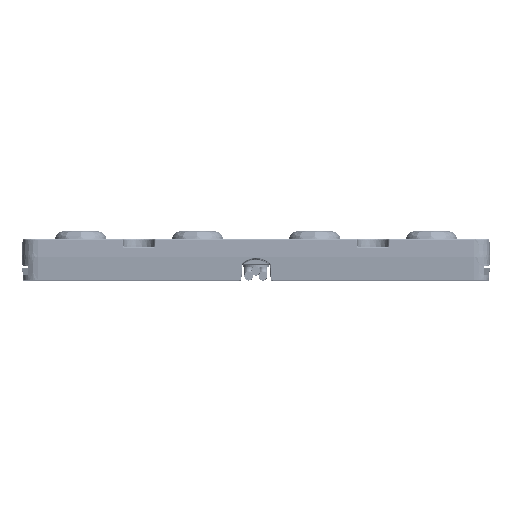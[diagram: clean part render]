
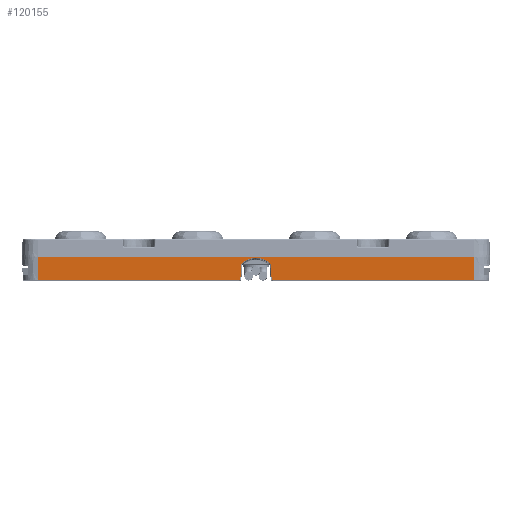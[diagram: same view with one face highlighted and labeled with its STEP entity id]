
A CAD part, top view. The second image highlights one B-rep face of the part: STEP entity #120155.
In plain terms, the highlighted planar face has unit normal (0, -0.035, 0.999).
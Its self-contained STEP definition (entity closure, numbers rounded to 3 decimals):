
#2182 = CARTESIAN_POINT ( 'NONE',  ( -3.707, -6.255, 59.939 ) ) ;
#4334 = LINE ( 'NONE', #63835, #99780 ) ;
#4824 = EDGE_CURVE ( 'NONE', #49753, #143981, #27849, .T. ) ;
#8546 = ORIENTED_EDGE ( 'NONE', *, *, #24224, .T. ) ;
#9627 = EDGE_CURVE ( 'NONE', #143981, #26243, #15839, .T. ) ;
#11801 = EDGE_CURVE ( 'NONE', #143171, #143483, #139873, .T. ) ;
#11869 = CARTESIAN_POINT ( 'NONE',  ( 2.311, -5.289, 59.972 ) ) ;
#12157 = CARTESIAN_POINT ( 'NONE',  ( -3.707, -6.255, 59.939 ) ) ;
#12909 = LINE ( 'NONE', #141759, #42158 ) ;
#13137 = LINE ( 'NONE', #121286, #42382 ) ;
#15177 = VECTOR ( 'NONE', #131810, 1000. ) ;
#15839 = B_SPLINE_CURVE_WITH_KNOTS ( 'NONE', 3,
 ( #88699, #76228, #39230, #126338, #51767, #138861, #64285, #151365, #76773, #2182 ),
 .UNSPECIFIED., .F., .F.,
 ( 4, 2, 2, 2, 4 ),
 ( 0., 0.25, 0.5, 0.75, 1. ),
 .UNSPECIFIED. ) ;
#17201 = VECTOR ( 'NONE', #55288, 1000. ) ;
#20864 = CARTESIAN_POINT ( 'NONE',  ( 0., -10.355, 59.796 ) ) ;
#23783 = EDGE_LOOP ( 'NONE', ( #160677, #154428, #43488, #72144, #50896, #125039, #79535, #103957, #60605, #136822, #8546 ) ) ;
#24224 = EDGE_CURVE ( 'NONE', #59967, #133731, #83418, .T. ) ;
#24381 = CARTESIAN_POINT ( 'NONE',  ( 1.35, -4.942, 59.985 ) ) ;
#24397 = CARTESIAN_POINT ( 'NONE',  ( 3.995, -10.355, 59.796 ) ) ;
#26243 = VERTEX_POINT ( 'NONE', #63856 ) ;
#27849 = B_SPLINE_CURVE_WITH_KNOTS ( 'NONE', 3,
 ( #123462, #161032, #73958, #86406, #11869, #98971, #24381, #111444, #36922, #124018 ),
 .UNSPECIFIED., .F., .F.,
 ( 4, 2, 2, 2, 4 ),
 ( 0., 0.25, 0.5, 0.75, 1. ),
 .UNSPECIFIED. ) ;
#30786 = CARTESIAN_POINT ( 'NONE',  ( 3.93, -8.489, 59.861 ) ) ;
#32232 = PLANE ( 'NONE',  #86118 ) ;
#34202 = DIRECTION ( 'NONE',  ( 0., 0.999, 0.035 ) ) ;
#35968 = CARTESIAN_POINT ( 'NONE',  ( 3.861, -6.536, 59.929 ) ) ;
#36922 = CARTESIAN_POINT ( 'NONE',  ( 0.34, -4.782, 59.99 ) ) ;
#37204 = CARTESIAN_POINT ( 'NONE',  ( -3.846, -6.472, 59.931 ) ) ;
#37307 = VERTEX_POINT ( 'NONE', #88093 ) ;
#39230 = CARTESIAN_POINT ( 'NONE',  ( -0.681, -4.814, 59.989 ) ) ;
#39842 = VECTOR ( 'NONE', #150156, 1000. ) ;
#42158 = VECTOR ( 'NONE', #54658, 1000. ) ;
#42382 = VECTOR ( 'NONE', #34202, 1000. ) ;
#43488 = ORIENTED_EDGE ( 'NONE', *, *, #76693, .T. ) ;
#44745 = CARTESIAN_POINT ( 'NONE',  ( -56., -10.355, 59.796 ) ) ;
#48485 = CARTESIAN_POINT ( 'NONE',  ( 3.793, -6.353, 59.935 ) ) ;
#49689 = EDGE_CURVE ( 'NONE', #37307, #119748, #106092, .T. ) ;
#49743 = CARTESIAN_POINT ( 'NONE',  ( -3.864, -6.601, 59.927 ) ) ;
#49753 = VERTEX_POINT ( 'NONE', #64694 ) ;
#50896 = ORIENTED_EDGE ( 'NONE', *, *, #145881, .F. ) ;
#51767 = CARTESIAN_POINT ( 'NONE',  ( -1.678, -5.038, 59.981 ) ) ;
#54658 = DIRECTION ( 'NONE',  ( -1., 0., 0. ) ) ;
#55288 = DIRECTION ( 'NONE',  ( 0.035, -0.999, -0.035 ) ) ;
#57295 = DIRECTION ( 'NONE',  ( 0., 0.999, 0.035 ) ) ;
#59967 = VERTEX_POINT ( 'NONE', #137536 ) ;
#60605 = ORIENTED_EDGE ( 'NONE', *, *, #4824, .F. ) ;
#61057 = CARTESIAN_POINT ( 'NONE',  ( 3.707, -6.255, 59.939 ) ) ;
#63835 = CARTESIAN_POINT ( 'NONE',  ( 0., -4.5, 60. ) ) ;
#63856 = CARTESIAN_POINT ( 'NONE',  ( -3.707, -6.255, 59.939 ) ) ;
#64285 = CARTESIAN_POINT ( 'NONE',  ( -2.615, -5.445, 59.967 ) ) ;
#64694 = CARTESIAN_POINT ( 'NONE',  ( 3.707, -6.255, 59.939 ) ) ;
#69276 = CARTESIAN_POINT ( 'NONE',  ( -3.93, -8.489, 59.861 ) ) ;
#72144 = ORIENTED_EDGE ( 'NONE', *, *, #141248, .F. ) ;
#73958 = CARTESIAN_POINT ( 'NONE',  ( 3.19, -5.811, 59.954 ) ) ;
#76228 = CARTESIAN_POINT ( 'NONE',  ( -0.34, -4.782, 59.99 ) ) ;
#76693 = EDGE_CURVE ( 'NONE', #119748, #161388, #4334, .T. ) ;
#76773 = CARTESIAN_POINT ( 'NONE',  ( -3.46, -6.021, 59.947 ) ) ;
#79535 = ORIENTED_EDGE ( 'NONE', *, *, #80898, .F. ) ;
#80898 = EDGE_CURVE ( 'NONE', #26243, #143483, #108355, .T. ) ;
#81232 = EDGE_CURVE ( 'NONE', #59967, #49753, #107636, .T. ) ;
#82934 = DIRECTION ( 'NONE',  ( -1., 0., 0. ) ) ;
#83418 = LINE ( 'NONE', #30786, #17201 ) ;
#86118 = AXIS2_PLACEMENT_3D ( 'NONE', #44745, #131850, #57295 ) ;
#86406 = CARTESIAN_POINT ( 'NONE',  ( 2.615, -5.445, 59.967 ) ) ;
#86694 = CARTESIAN_POINT ( 'NONE',  ( -3.754, -6.3, 59.937 ) ) ;
#88093 = CARTESIAN_POINT ( 'NONE',  ( 56., -10.355, 59.796 ) ) ;
#88699 = CARTESIAN_POINT ( 'NONE',  ( 0., -4.782, 59.99 ) ) ;
#92069 = CARTESIAN_POINT ( 'NONE',  ( -3.995, -10.355, 59.796 ) ) ;
#93765 = CARTESIAN_POINT ( 'NONE',  ( 0., -4.782, 59.99 ) ) ;
#98271 = FACE_OUTER_BOUND ( 'NONE', #23783, .T. ) ;
#98971 = CARTESIAN_POINT ( 'NONE',  ( 1.678, -5.038, 59.981 ) ) ;
#99780 = VECTOR ( 'NONE', #138922, 1000. ) ;
#101215 = LINE ( 'NONE', #20864, #126552 ) ;
#103957 = ORIENTED_EDGE ( 'NONE', *, *, #9627, .F. ) ;
#106092 = LINE ( 'NONE', #113103, #39842 ) ;
#107636 = B_SPLINE_CURVE_WITH_KNOTS ( 'NONE', 3,
 ( #110513, #35968, #123016, #48485, #135606, #61057 ),
 .UNSPECIFIED., .F., .F.,
 ( 4, 2, 4 ),
 ( 0., 0.5, 1. ),
 .UNSPECIFIED. ) ;
#107747 = VERTEX_POINT ( 'NONE', #140976 ) ;
#108355 = B_SPLINE_CURVE_WITH_KNOTS ( 'NONE', 3,
 ( #12157, #86694, #111736, #37204, #124310, #49743 ),
 .UNSPECIFIED., .F., .F.,
 ( 4, 2, 4 ),
 ( 0., 0.5, 1. ),
 .UNSPECIFIED. ) ;
#110513 = CARTESIAN_POINT ( 'NONE',  ( 3.864, -6.601, 59.927 ) ) ;
#111444 = CARTESIAN_POINT ( 'NONE',  ( 0.681, -4.814, 59.989 ) ) ;
#111736 = CARTESIAN_POINT ( 'NONE',  ( -3.793, -6.353, 59.935 ) ) ;
#113103 = CARTESIAN_POINT ( 'NONE',  ( 56., -7.428, 59.898 ) ) ;
#117827 = CARTESIAN_POINT ( 'NONE',  ( -56., -4.5, 60. ) ) ;
#119748 = VERTEX_POINT ( 'NONE', #159220 ) ;
#120155 = ADVANCED_FACE ( 'NONE', ( #98271 ), #32232, .F. ) ;
#121286 = CARTESIAN_POINT ( 'NONE',  ( -56., -7.428, 59.898 ) ) ;
#123016 = CARTESIAN_POINT ( 'NONE',  ( 3.846, -6.472, 59.931 ) ) ;
#123462 = CARTESIAN_POINT ( 'NONE',  ( 3.707, -6.255, 59.939 ) ) ;
#124018 = CARTESIAN_POINT ( 'NONE',  ( 0., -4.782, 59.99 ) ) ;
#124310 = CARTESIAN_POINT ( 'NONE',  ( -3.861, -6.536, 59.929 ) ) ;
#125039 = ORIENTED_EDGE ( 'NONE', *, *, #11801, .T. ) ;
#126338 = CARTESIAN_POINT ( 'NONE',  ( -1.35, -4.942, 59.985 ) ) ;
#126552 = VECTOR ( 'NONE', #82934, 1000. ) ;
#131810 = DIRECTION ( 'NONE',  ( 0.035, 0.999, 0.035 ) ) ;
#131850 = DIRECTION ( 'NONE',  ( 0., 0.035, -0.999 ) ) ;
#133731 = VERTEX_POINT ( 'NONE', #24397 ) ;
#135606 = CARTESIAN_POINT ( 'NONE',  ( 3.754, -6.3, 59.937 ) ) ;
#135820 = EDGE_CURVE ( 'NONE', #37307, #133731, #12909, .T. ) ;
#136822 = ORIENTED_EDGE ( 'NONE', *, *, #81232, .F. ) ;
#137536 = CARTESIAN_POINT ( 'NONE',  ( 3.864, -6.601, 59.927 ) ) ;
#138861 = CARTESIAN_POINT ( 'NONE',  ( -2.311, -5.289, 59.972 ) ) ;
#138922 = DIRECTION ( 'NONE',  ( -1., 0., 0. ) ) ;
#139873 = LINE ( 'NONE', #69276, #15177 ) ;
#140976 = CARTESIAN_POINT ( 'NONE',  ( -56., -10.355, 59.796 ) ) ;
#141248 = EDGE_CURVE ( 'NONE', #107747, #161388, #13137, .T. ) ;
#141759 = CARTESIAN_POINT ( 'NONE',  ( 0., -10.355, 59.796 ) ) ;
#143171 = VERTEX_POINT ( 'NONE', #92069 ) ;
#143483 = VERTEX_POINT ( 'NONE', #150787 ) ;
#143981 = VERTEX_POINT ( 'NONE', #93765 ) ;
#145881 = EDGE_CURVE ( 'NONE', #143171, #107747, #101215, .T. ) ;
#150156 = DIRECTION ( 'NONE',  ( 0., 0.999, 0.035 ) ) ;
#150787 = CARTESIAN_POINT ( 'NONE',  ( -3.864, -6.601, 59.927 ) ) ;
#151365 = CARTESIAN_POINT ( 'NONE',  ( -3.19, -5.811, 59.954 ) ) ;
#154428 = ORIENTED_EDGE ( 'NONE', *, *, #49689, .T. ) ;
#159220 = CARTESIAN_POINT ( 'NONE',  ( 56., -4.5, 60. ) ) ;
#160677 = ORIENTED_EDGE ( 'NONE', *, *, #135820, .F. ) ;
#161032 = CARTESIAN_POINT ( 'NONE',  ( 3.46, -6.021, 59.947 ) ) ;
#161388 = VERTEX_POINT ( 'NONE', #117827 ) ;
